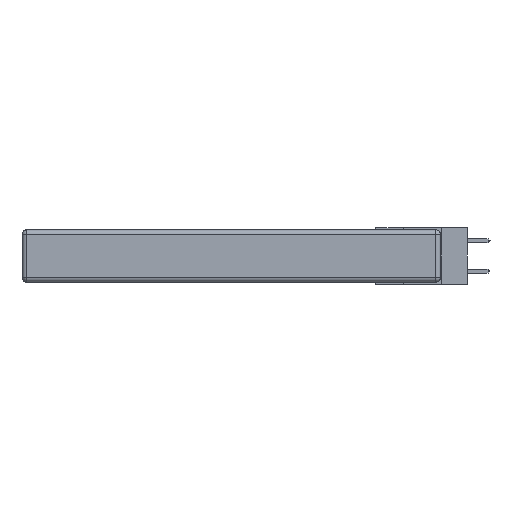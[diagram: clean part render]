
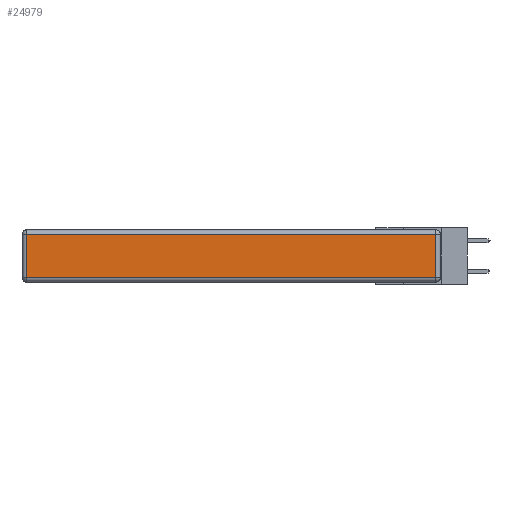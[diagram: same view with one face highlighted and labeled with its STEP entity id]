
A CAD part, left-side view. The second image highlights one B-rep face of the part: STEP entity #24979.
In plain terms, the highlighted planar face has unit normal (-1, 0, 0).
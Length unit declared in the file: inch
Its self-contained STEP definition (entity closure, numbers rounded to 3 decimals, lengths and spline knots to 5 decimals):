
#1252 = AXIS2_PLACEMENT_3D ( 'NONE', #33094, #21763, #35883 ) ;
#1444 = DIRECTION ( 'NONE',  ( 0., 0., 1. ) ) ;
#2493 = CARTESIAN_POINT ( 'NONE',  ( 0., 2.75, -0.03 ) ) ;
#3638 = EDGE_CURVE ( 'NONE', #23439, #24063, #25919, .T. ) ;
#4137 = CARTESIAN_POINT ( 'NONE',  ( 0., 0.03, -0.343 ) ) ;
#5377 = VERTEX_POINT ( 'NONE', #18793 ) ;
#5872 = VECTOR ( 'NONE', #8346, 39.37008 ) ;
#8346 = DIRECTION ( 'NONE',  ( 0., 1., 0. ) ) ;
#9522 = VECTOR ( 'NONE', #1444, 39.37008 ) ;
#10727 = ORIENTED_EDGE ( 'NONE', *, *, #36068, .T. ) ;
#11080 = CARTESIAN_POINT ( 'NONE',  ( 0., 0.03, -0.313 ) ) ;
#11203 = LINE ( 'NONE', #30686, #30117 ) ;
#11703 = EDGE_CURVE ( 'NONE', #20144, #23439, #24802, .T. ) ;
#12345 = LINE ( 'NONE', #13066, #31558 ) ;
#13066 = CARTESIAN_POINT ( 'NONE',  ( 0., 0., -0.313 ) ) ;
#15752 = ORIENTED_EDGE ( 'NONE', *, *, #31071, .T. ) ;
#17133 = CARTESIAN_POINT ( 'NONE',  ( 0., 2.72, -0.03 ) ) ;
#18117 = DIRECTION ( 'NONE',  ( 0., -1., 0. ) ) ;
#18742 = PLANE ( 'NONE',  #1252 ) ;
#18793 = CARTESIAN_POINT ( 'NONE',  ( 0., 2.72, -0.313 ) ) ;
#20144 = VERTEX_POINT ( 'NONE', #11080 ) ;
#21763 = DIRECTION ( 'NONE',  ( -1., 0., 0. ) ) ;
#21860 = FACE_OUTER_BOUND ( 'NONE', #23166, .T. ) ;
#21900 = ORIENTED_EDGE ( 'NONE', *, *, #3638, .T. ) ;
#23166 = EDGE_LOOP ( 'NONE', ( #10727, #34566, #21900, #15752 ) ) ;
#23439 = VERTEX_POINT ( 'NONE', #35812 ) ;
#24063 = VERTEX_POINT ( 'NONE', #17133 ) ;
#24802 = LINE ( 'NONE', #4137, #9522 ) ;
#24979 = ADVANCED_FACE ( 'NONE', ( #21860 ), #18742, .T. ) ;
#25919 = LINE ( 'NONE', #2493, #5872 ) ;
#30117 = VECTOR ( 'NONE', #33856, 39.37008 ) ;
#30686 = CARTESIAN_POINT ( 'NONE',  ( 0., 2.72, -0.343 ) ) ;
#31071 = EDGE_CURVE ( 'NONE', #24063, #5377, #11203, .T. ) ;
#31558 = VECTOR ( 'NONE', #18117, 39.37008 ) ;
#33094 = CARTESIAN_POINT ( 'NONE',  ( 0., 0., -0.343 ) ) ;
#33856 = DIRECTION ( 'NONE',  ( 0., 0., -1. ) ) ;
#34566 = ORIENTED_EDGE ( 'NONE', *, *, #11703, .T. ) ;
#35812 = CARTESIAN_POINT ( 'NONE',  ( 0., 0.03, -0.03 ) ) ;
#35883 = DIRECTION ( 'NONE',  ( 0., 0., 1. ) ) ;
#36068 = EDGE_CURVE ( 'NONE', #5377, #20144, #12345, .T. ) ;
